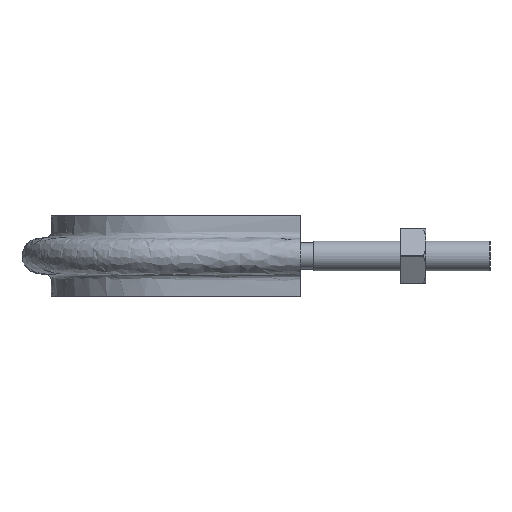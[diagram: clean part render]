
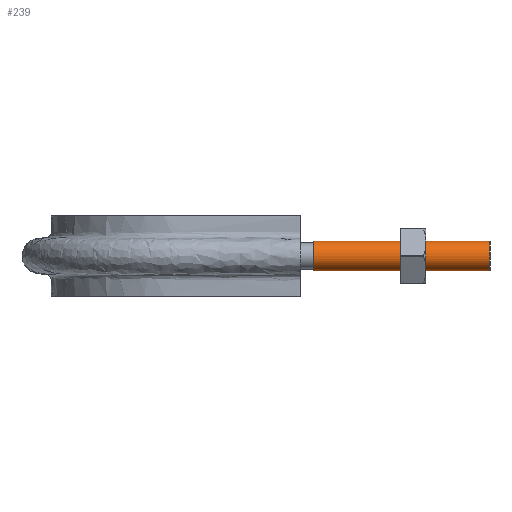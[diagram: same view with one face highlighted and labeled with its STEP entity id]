
A CAD part, left-side view. The second image highlights one B-rep face of the part: STEP entity #239.
In plain terms, the highlighted cylindrical face has radius 4.6 mm (diameter 9.2 mm), a full revolution.
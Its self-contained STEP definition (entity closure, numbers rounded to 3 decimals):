
#239 = ADVANCED_FACE( '', ( #339, #340 ), #341, .T. );
#339 = FACE_OUTER_BOUND( '', #1182, .T. );
#340 = FACE_OUTER_BOUND( '', #1183, .T. );
#341 = CYLINDRICAL_SURFACE( '', #1184, 4.6 );
#1182 = EDGE_LOOP( '', ( #1449 ) );
#1183 = EDGE_LOOP( '', ( #1450 ) );
#1184 = AXIS2_PLACEMENT_3D( '', #1451, #1452, #1453 );
#1449 = ORIENTED_EDGE( '', *, *, #1882, .F. );
#1450 = ORIENTED_EDGE( '', *, *, #1860, .T. );
#1451 = CARTESIAN_POINT( '', ( -44., 55., 0. ) );
#1452 = DIRECTION( '', ( 0., -1., 0. ) );
#1453 = DIRECTION( '', ( 1., 0., 0. ) );
#1860 = EDGE_CURVE( '', #2026, #2026, #2027, .T. );
#1882 = EDGE_CURVE( '', #2057, #2057, #2058, .T. );
#2026 = VERTEX_POINT( '', #2474 );
#2027 = CIRCLE( '', #2475, 4.6 );
#2057 = VERTEX_POINT( '', #2544 );
#2058 = CIRCLE( '', #2545, 4.6 );
#2474 = CARTESIAN_POINT( '', ( -39.4, 55., 0. ) );
#2475 = AXIS2_PLACEMENT_3D( '', #2908, #2909, #2910 );
#2544 = CARTESIAN_POINT( '', ( -39.4, 0., 0. ) );
#2545 = AXIS2_PLACEMENT_3D( '', #2935, #2936, #2937 );
#2908 = CARTESIAN_POINT( '', ( -44., 55., 0. ) );
#2909 = DIRECTION( '', ( 0., -1., 0. ) );
#2910 = DIRECTION( '', ( 1., 0., 0. ) );
#2935 = CARTESIAN_POINT( '', ( -44., 0., 0. ) );
#2936 = DIRECTION( '', ( 0., -1., 0. ) );
#2937 = DIRECTION( '', ( 1., 0., 0. ) );
